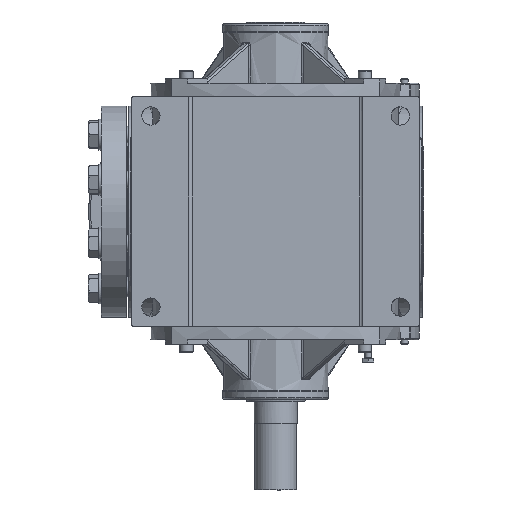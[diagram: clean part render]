
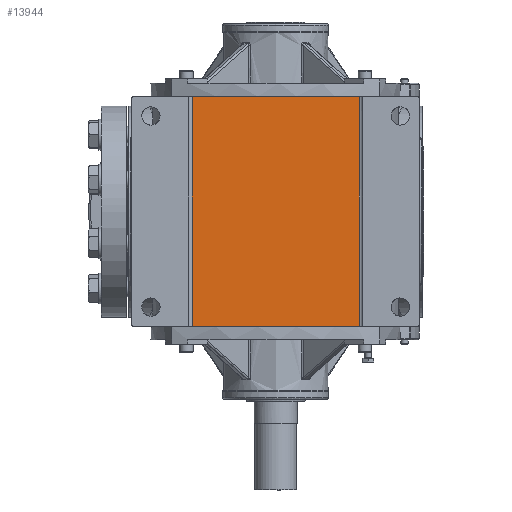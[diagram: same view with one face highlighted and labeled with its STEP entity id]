
A CAD part, front view. The second image highlights one B-rep face of the part: STEP entity #13944.
In plain terms, the highlighted free-form (B-spline) face has degree [1, 1] with [2, 2] control points.
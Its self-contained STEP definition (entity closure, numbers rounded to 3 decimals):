
#4679 = VERTEX_POINT('',#4680);
#4680 = CARTESIAN_POINT('',(159.584,-259.232,
    -105.84));
#4686 = EDGE_CURVE('',#4679,#4687,#4689,.T.);
#4687 = VERTEX_POINT('',#4688);
#4688 = CARTESIAN_POINT('',(-92.177,-259.232,
    -105.84));
#4689 = B_SPLINE_CURVE_WITH_KNOTS('',1,(#4690,#4691),.UNSPECIFIED.,.F.,
  .F.,(2,2),(0.,201.),.PIECEWISE_BEZIER_KNOTS.);
#4690 = CARTESIAN_POINT('',(159.584,-259.232,
    -105.84));
#4691 = CARTESIAN_POINT('',(-92.177,-259.232,
    -105.84));
#13918 = EDGE_CURVE('',#13919,#4679,#13921,.T.);
#13919 = VERTEX_POINT('',#13920);
#13920 = CARTESIAN_POINT('',(159.584,-259.232,
    239.862));
#13921 = B_SPLINE_CURVE_WITH_KNOTS('',1,(#13922,#13923),.UNSPECIFIED.,
  .F.,.F.,(2,2),(-138.,138.),.PIECEWISE_BEZIER_KNOTS.);
#13922 = CARTESIAN_POINT('',(159.584,-259.232,
    239.862));
#13923 = CARTESIAN_POINT('',(159.584,-259.232,
    -105.84));
#13944 = ADVANCED_FACE('',(#13945),#13961,.T.);
#13945 = FACE_BOUND('',#13946,.T.);
#13946 = EDGE_LOOP('',(#13947,#13948,#13955,#13960));
#13947 = ORIENTED_EDGE('',*,*,#13918,.F.);
#13948 = ORIENTED_EDGE('',*,*,#13949,.F.);
#13949 = EDGE_CURVE('',#13950,#13919,#13952,.T.);
#13950 = VERTEX_POINT('',#13951);
#13951 = CARTESIAN_POINT('',(-92.177,-259.232,
    239.862));
#13952 = B_SPLINE_CURVE_WITH_KNOTS('',1,(#13953,#13954),.UNSPECIFIED.,
  .F.,.F.,(2,2),(-201.,0.),.PIECEWISE_BEZIER_KNOTS.);
#13953 = CARTESIAN_POINT('',(-92.177,-259.232,
    239.862));
#13954 = CARTESIAN_POINT('',(159.584,-259.232,
    239.862));
#13955 = ORIENTED_EDGE('',*,*,#13956,.T.);
#13956 = EDGE_CURVE('',#13950,#4687,#13957,.T.);
#13957 = B_SPLINE_CURVE_WITH_KNOTS('',1,(#13958,#13959),.UNSPECIFIED.,
  .F.,.F.,(2,2),(-138.,138.),.PIECEWISE_BEZIER_KNOTS.);
#13958 = CARTESIAN_POINT('',(-92.177,-259.232,
    239.862));
#13959 = CARTESIAN_POINT('',(-92.177,-259.232,
    -105.84));
#13960 = ORIENTED_EDGE('',*,*,#4686,.F.);
#13961 = B_SPLINE_SURFACE_WITH_KNOTS('',1,1,(
    (#13962,#13963)
    ,(#13964,#13965
    )),.UNSPECIFIED.,.F.,.F.,.F.,(2,2),(2,2),(0.,201.),(-138.,138.),
  .PIECEWISE_BEZIER_KNOTS.);
#13962 = CARTESIAN_POINT('',(-92.177,-259.232,
    -105.84));
#13963 = CARTESIAN_POINT('',(-92.177,-259.232,
    239.862));
#13964 = CARTESIAN_POINT('',(159.584,-259.232,
    -105.84));
#13965 = CARTESIAN_POINT('',(159.584,-259.232,
    239.862));
